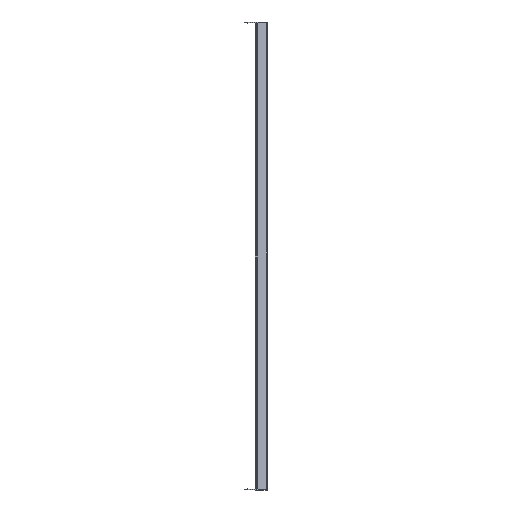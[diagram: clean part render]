
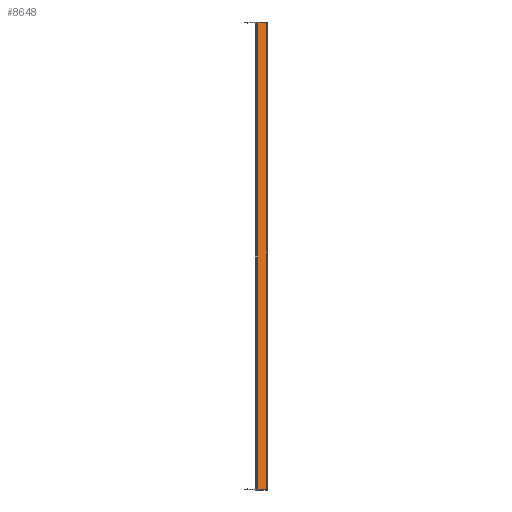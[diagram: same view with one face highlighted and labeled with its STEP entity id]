
A CAD part, top view. The second image highlights one B-rep face of the part: STEP entity #8648.
In plain terms, the highlighted face is planar.
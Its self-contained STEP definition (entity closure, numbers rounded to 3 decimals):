
#294 = CARTESIAN_POINT ( 'NONE',  ( -1250., 0., 27.15 ) ) ;
#949 = EDGE_LOOP ( 'NONE', ( #5951, #2815, #5830, #14503 ) ) ;
#2815 = ORIENTED_EDGE ( 'NONE', *, *, #17489, .F. ) ;
#3870 = CARTESIAN_POINT ( 'NONE',  ( 1250., 0., 27.15 ) ) ;
#4462 = VERTEX_POINT ( 'NONE', #11311 ) ;
#4679 = CARTESIAN_POINT ( 'NONE',  ( 1250., 0., 27.15 ) ) ;
#5007 = VERTEX_POINT ( 'NONE', #10527 ) ;
#5683 = CARTESIAN_POINT ( 'NONE',  ( 1250., 0., -27.15 ) ) ;
#5731 = EDGE_CURVE ( 'NONE', #5007, #15528, #16791, .T. ) ;
#5777 = DIRECTION ( 'NONE',  ( -1., 0., 0. ) ) ;
#5830 = ORIENTED_EDGE ( 'NONE', *, *, #5731, .F. ) ;
#5884 = LINE ( 'NONE', #5683, #20822 ) ;
#5951 = ORIENTED_EDGE ( 'NONE', *, *, #8964, .T. ) ;
#6333 = CARTESIAN_POINT ( 'NONE',  ( -1250., 0., 27.15 ) ) ;
#6496 = EDGE_CURVE ( 'NONE', #5007, #4462, #5884, .T. ) ;
#6499 = VECTOR ( 'NONE', #11214, 1000. ) ;
#6850 = VECTOR ( 'NONE', #6885, 1000. ) ;
#6885 = DIRECTION ( 'NONE',  ( 0., 0., 1. ) ) ;
#8648 = ADVANCED_FACE ( 'NONE', ( #17648 ), #19141, .F. ) ;
#8964 = EDGE_CURVE ( 'NONE', #4462, #14301, #11508, .T. ) ;
#9654 = DIRECTION ( 'NONE',  ( 0., -1., 0. ) ) ;
#9977 = VECTOR ( 'NONE', #12257, 1000. ) ;
#10527 = CARTESIAN_POINT ( 'NONE',  ( 1250., 0., -27.15 ) ) ;
#11214 = DIRECTION ( 'NONE',  ( -1., 0., 0. ) ) ;
#11241 = DIRECTION ( 'NONE',  ( 0., 0., -1. ) ) ;
#11311 = CARTESIAN_POINT ( 'NONE',  ( -1250., 0., -27.15 ) ) ;
#11508 = LINE ( 'NONE', #294, #6850 ) ;
#12257 = DIRECTION ( 'NONE',  ( 0., 0., 1. ) ) ;
#12575 = LINE ( 'NONE', #4679, #6499 ) ;
#12606 = CARTESIAN_POINT ( 'NONE',  ( 1250., 0., 27.15 ) ) ;
#14301 = VERTEX_POINT ( 'NONE', #6333 ) ;
#14503 = ORIENTED_EDGE ( 'NONE', *, *, #6496, .T. ) ;
#14575 = AXIS2_PLACEMENT_3D ( 'NONE', #12606, #9654, #11241 ) ;
#15528 = VERTEX_POINT ( 'NONE', #3870 ) ;
#16791 = LINE ( 'NONE', #20058, #9977 ) ;
#17489 = EDGE_CURVE ( 'NONE', #15528, #14301, #12575, .T. ) ;
#17648 = FACE_OUTER_BOUND ( 'NONE', #949, .T. ) ;
#19141 = PLANE ( 'NONE',  #14575 ) ;
#20058 = CARTESIAN_POINT ( 'NONE',  ( 1250., 0., 27.15 ) ) ;
#20822 = VECTOR ( 'NONE', #5777, 1000. ) ;
